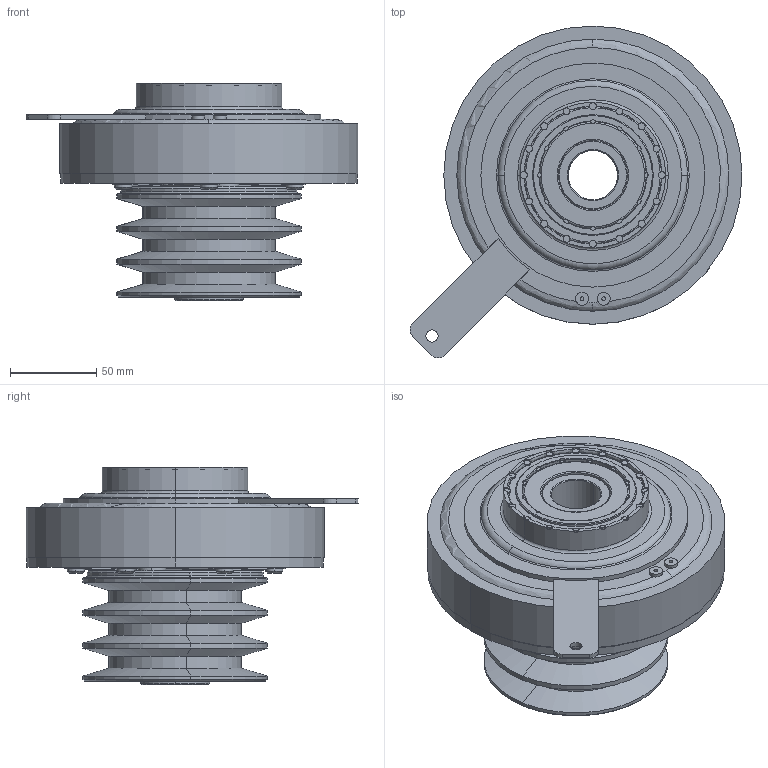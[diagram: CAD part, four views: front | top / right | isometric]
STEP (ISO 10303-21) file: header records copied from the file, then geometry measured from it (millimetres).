
FILE_DESCRIPTION (( 'STEP AP203' ), '1' );
FILE_NAME ('53552800_GT5C-HA05_MGCL.STEP', '2015-07-30T00:28:23', ( '' ), ( '' ), 'SwSTEP 2.0', 'SolidWorks 2014', '' );
FILE_SCHEMA (( 'CONFIG_CONTROL_DESIGN' ));
Length unit declared in the file: millimetre
Products named in the file (1): 53552800_GT5C-HA05_MGCL
Bounding box: 192.6 x 192.6 x 125.95 mm (x, y, z)
Volume: 1253994 mm3; surface area: 196101.6 mm2
Topology: 1 solids, 26 shells, 752 faces, 1940 edges, 1193 vertices
Faces by surface type: cylinder 323, plane 269, cone 108, torus 52
Entity records: 23559 total; most frequent: DIRECTION 4518, CARTESIAN_POINT 4140, ORIENTED_EDGE 3868, EDGE_CURVE 1934, AXIS2_PLACEMENT_3D 1887, VERTEX_POINT 1193, CIRCLE 1134, EDGE_LOOP 853
